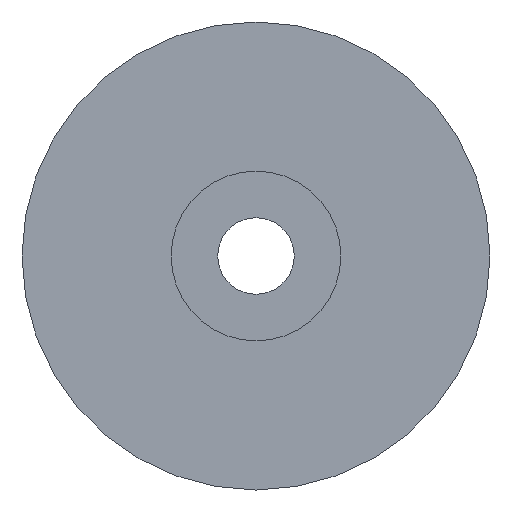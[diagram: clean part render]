
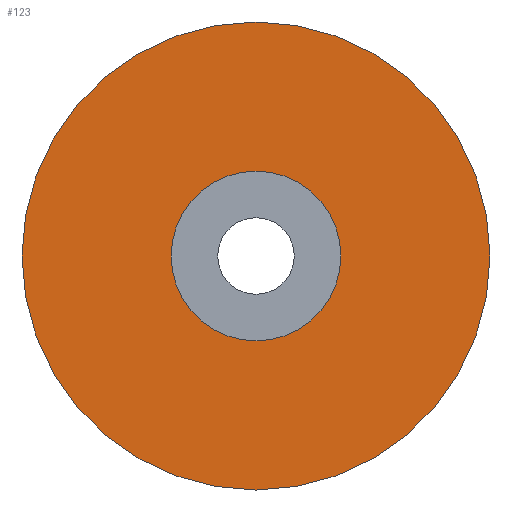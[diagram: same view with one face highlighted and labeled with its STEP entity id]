
A CAD part, front view. The second image highlights one B-rep face of the part: STEP entity #123.
In plain terms, the highlighted planar face has unit normal (0, -1, 0).
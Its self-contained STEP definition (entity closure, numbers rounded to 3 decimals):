
#18=PLANE('',#145);
#28=FACE_BOUND('',#57,.T.);
#38=FACE_OUTER_BOUND('',#56,.T.);
#56=EDGE_LOOP('',(#106));
#57=EDGE_LOOP('',(#107));
#67=CIRCLE('',#140,3.81);
#69=CIRCLE('',#144,10.5);
#77=VERTEX_POINT('',#210);
#79=VERTEX_POINT('',#216);
#87=EDGE_CURVE('',#77,#77,#67,.T.);
#89=EDGE_CURVE('',#79,#79,#69,.T.);
#106=ORIENTED_EDGE('',*,*,#89,.T.);
#107=ORIENTED_EDGE('',*,*,#87,.T.);
#123=ADVANCED_FACE('',(#38,#28),#18,.T.);
#140=AXIS2_PLACEMENT_3D('',#211,#175,#176);
#144=AXIS2_PLACEMENT_3D('',#217,#183,#184);
#145=AXIS2_PLACEMENT_3D('',#218,#185,#186);
#175=DIRECTION('center_axis',(0.,1.,0.));
#176=DIRECTION('ref_axis',(-1.,0.,0.));
#183=DIRECTION('center_axis',(0.,-1.,0.));
#184=DIRECTION('ref_axis',(1.,0.,0.));
#185=DIRECTION('center_axis',(0.,-1.,0.));
#186=DIRECTION('ref_axis',(1.,0.,0.));
#210=CARTESIAN_POINT('',(3.096,-48.732,-1.17));
#211=CARTESIAN_POINT('Origin',(-0.714,-48.732,-1.17));
#216=CARTESIAN_POINT('',(-11.214,-48.732,-1.17));
#217=CARTESIAN_POINT('Origin',(-0.714,-48.732,-1.17));
#218=CARTESIAN_POINT('Origin',(-0.714,-48.732,-1.17));
